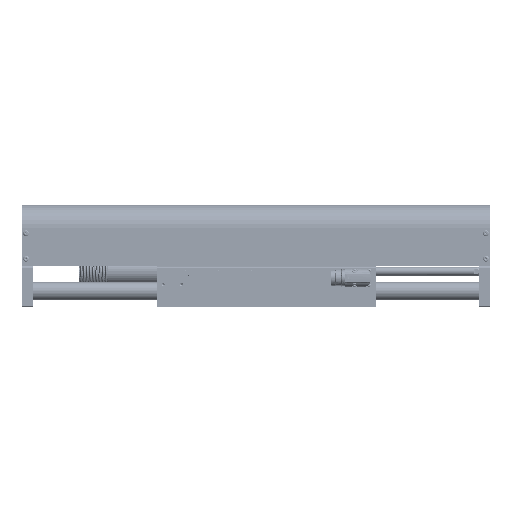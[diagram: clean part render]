
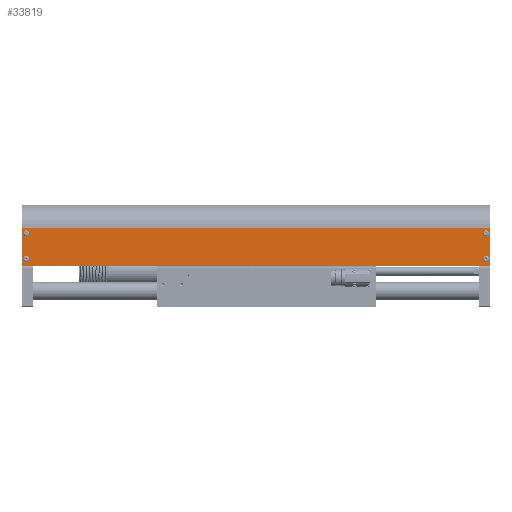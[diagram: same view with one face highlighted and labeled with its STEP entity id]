
A CAD part, top view. The second image highlights one B-rep face of the part: STEP entity #33819.
In plain terms, the highlighted face is planar.
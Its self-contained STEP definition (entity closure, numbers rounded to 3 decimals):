
#1375 = EDGE_CURVE ( 'NONE', #65310, #36210, #27441, .T. ) ;
#3059 = AXIS2_PLACEMENT_3D ( 'NONE', #76880, #14107, #54553 ) ;
#3712 = VECTOR ( 'NONE', #14259, 1000. ) ;
#5751 = CARTESIAN_POINT ( 'NONE',  ( -32., -51.5, 637. ) ) ;
#7243 = DIRECTION ( 'NONE',  ( -1., 0., 0. ) ) ;
#7404 = LINE ( 'NONE', #33495, #3712 ) ;
#7511 = CARTESIAN_POINT ( 'NONE',  ( -32., 0., 637. ) ) ;
#7842 = EDGE_CURVE ( 'NONE', #8548, #65310, #7404, .T. ) ;
#8548 = VERTEX_POINT ( 'NONE', #7511 ) ;
#12933 = ORIENTED_EDGE ( 'NONE', *, *, #7842, .T. ) ;
#13498 = CARTESIAN_POINT ( 'NONE',  ( -32., -7., 5. ) ) ;
#14107 = DIRECTION ( 'NONE',  ( -1., 0., 0. ) ) ;
#14259 = DIRECTION ( 'NONE',  ( 0., 0., -1. ) ) ;
#15262 = VECTOR ( 'NONE', #67014, 1000. ) ;
#16599 = CIRCLE ( 'NONE', #37088, 2.4 ) ;
#17765 = CARTESIAN_POINT ( 'NONE',  ( -32., -42., 632. ) ) ;
#18575 = VERTEX_POINT ( 'NONE', #32638 ) ;
#18905 = CARTESIAN_POINT ( 'NONE',  ( -32., 0., 0. ) ) ;
#19815 = VERTEX_POINT ( 'NONE', #78207 ) ;
#20893 = CIRCLE ( 'NONE', #68468, 2.4 ) ;
#21064 = CARTESIAN_POINT ( 'NONE',  ( -32., 0., 0. ) ) ;
#23869 = ORIENTED_EDGE ( 'NONE', *, *, #40820, .F. ) ;
#24089 = EDGE_LOOP ( 'NONE', ( #75047 ) ) ;
#24189 = DIRECTION ( 'NONE',  ( 0., 0., 1. ) ) ;
#24649 = AXIS2_PLACEMENT_3D ( 'NONE', #17765, #43390, #24189 ) ;
#24994 = CARTESIAN_POINT ( 'NONE',  ( -32., -42., 634.4 ) ) ;
#27441 = LINE ( 'NONE', #21064, #15262 ) ;
#27811 = FACE_BOUND ( 'NONE', #40676, .T. ) ;
#28389 = EDGE_CURVE ( 'NONE', #84198, #84198, #39887, .T. ) ;
#28419 = EDGE_CURVE ( 'NONE', #19815, #19815, #20893, .T. ) ;
#32629 = AXIS2_PLACEMENT_3D ( 'NONE', #42755, #75529, #76412 ) ;
#32638 = CARTESIAN_POINT ( 'NONE',  ( -32., -7., 7.4 ) ) ;
#33334 = DIRECTION ( 'NONE',  ( 0., 0., 1. ) ) ;
#33495 = CARTESIAN_POINT ( 'NONE',  ( -32., 0., 637. ) ) ;
#33819 = ADVANCED_FACE ( 'NONE', ( #73371, #27811, #61884, #47829, #73792 ), #74211, .F. ) ;
#34662 = EDGE_CURVE ( 'NONE', #36210, #48729, #44391, .T. ) ;
#35242 = ORIENTED_EDGE ( 'NONE', *, *, #34662, .T. ) ;
#36210 = VERTEX_POINT ( 'NONE', #50084 ) ;
#37053 = LINE ( 'NONE', #81403, #68717 ) ;
#37088 = AXIS2_PLACEMENT_3D ( 'NONE', #13498, #72674, #78747 ) ;
#38995 = VERTEX_POINT ( 'NONE', #24994 ) ;
#39887 = CIRCLE ( 'NONE', #3059, 2.4 ) ;
#40676 = EDGE_LOOP ( 'NONE', ( #73664 ) ) ;
#40820 = EDGE_CURVE ( 'NONE', #8548, #48729, #37053, .T. ) ;
#42755 = CARTESIAN_POINT ( 'NONE',  ( -32., 0., 637. ) ) ;
#43390 = DIRECTION ( 'NONE',  ( -1., 0., 0. ) ) ;
#44391 = LINE ( 'NONE', #51565, #72234 ) ;
#47767 = CIRCLE ( 'NONE', #24649, 2.4 ) ;
#47791 = CARTESIAN_POINT ( 'NONE',  ( -32., -42., 5. ) ) ;
#47829 = FACE_BOUND ( 'NONE', #24089, .T. ) ;
#48683 = EDGE_LOOP ( 'NONE', ( #67564 ) ) ;
#48729 = VERTEX_POINT ( 'NONE', #5751 ) ;
#50084 = CARTESIAN_POINT ( 'NONE',  ( -32., -51.5, 0. ) ) ;
#51565 = CARTESIAN_POINT ( 'NONE',  ( -32., -51.5, 637. ) ) ;
#51780 = CARTESIAN_POINT ( 'NONE',  ( -32., -7., 634.4 ) ) ;
#54553 = DIRECTION ( 'NONE',  ( 0., 0., 1. ) ) ;
#54890 = DIRECTION ( 'NONE',  ( 0., -1., 0. ) ) ;
#57046 = EDGE_CURVE ( 'NONE', #38995, #38995, #47767, .T. ) ;
#58401 = EDGE_CURVE ( 'NONE', #18575, #18575, #16599, .T. ) ;
#60485 = EDGE_LOOP ( 'NONE', ( #69088, #35242, #23869, #12933 ) ) ;
#61884 = FACE_BOUND ( 'NONE', #48683, .T. ) ;
#65310 = VERTEX_POINT ( 'NONE', #18905 ) ;
#67014 = DIRECTION ( 'NONE',  ( 0., -1., 0. ) ) ;
#67564 = ORIENTED_EDGE ( 'NONE', *, *, #28389, .F. ) ;
#68468 = AXIS2_PLACEMENT_3D ( 'NONE', #47791, #7243, #33334 ) ;
#68717 = VECTOR ( 'NONE', #54890, 1000. ) ;
#69088 = ORIENTED_EDGE ( 'NONE', *, *, #1375, .T. ) ;
#72234 = VECTOR ( 'NONE', #83195, 1000. ) ;
#72674 = DIRECTION ( 'NONE',  ( -1., 0., 0. ) ) ;
#73371 = FACE_OUTER_BOUND ( 'NONE', #60485, .T. ) ;
#73664 = ORIENTED_EDGE ( 'NONE', *, *, #57046, .F. ) ;
#73792 = FACE_BOUND ( 'NONE', #83265, .T. ) ;
#74211 = PLANE ( 'NONE',  #32629 ) ;
#75047 = ORIENTED_EDGE ( 'NONE', *, *, #28419, .F. ) ;
#75529 = DIRECTION ( 'NONE',  ( 1., 0., 0. ) ) ;
#76412 = DIRECTION ( 'NONE',  ( 0., 1., 0. ) ) ;
#76880 = CARTESIAN_POINT ( 'NONE',  ( -32., -7., 632. ) ) ;
#78207 = CARTESIAN_POINT ( 'NONE',  ( -32., -42., 7.4 ) ) ;
#78265 = ORIENTED_EDGE ( 'NONE', *, *, #58401, .F. ) ;
#78747 = DIRECTION ( 'NONE',  ( 0., 0., 1. ) ) ;
#81403 = CARTESIAN_POINT ( 'NONE',  ( -32., 0., 637. ) ) ;
#83195 = DIRECTION ( 'NONE',  ( 0., 0., 1. ) ) ;
#83265 = EDGE_LOOP ( 'NONE', ( #78265 ) ) ;
#84198 = VERTEX_POINT ( 'NONE', #51780 ) ;
